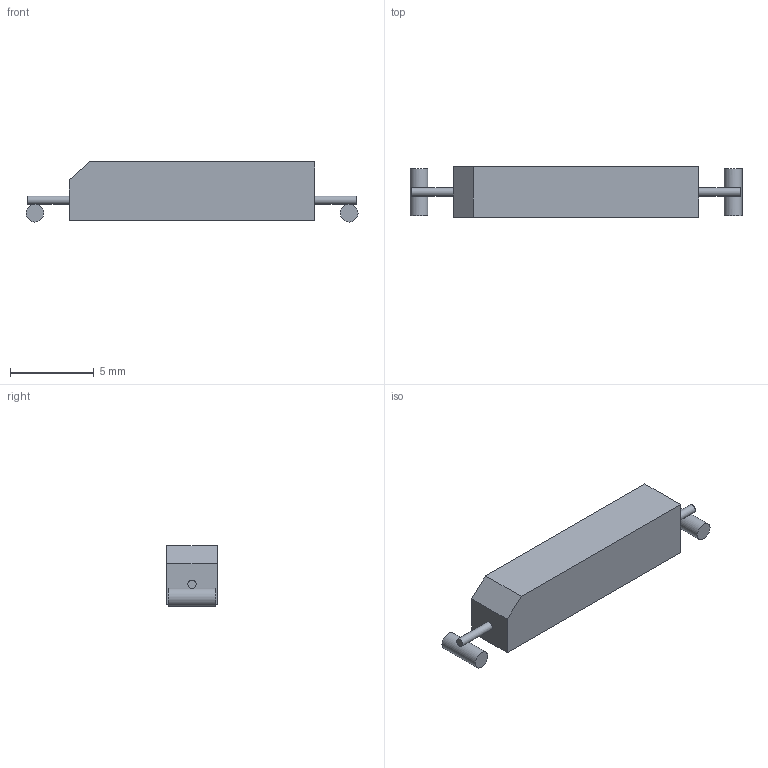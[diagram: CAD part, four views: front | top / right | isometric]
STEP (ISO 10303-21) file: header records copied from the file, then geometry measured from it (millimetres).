
FILE_DESCRIPTION( ( '' ), ' ' );
FILE_NAME( '5cfd466f10707218612c2f58.step', '2019-06-09T17:48:32', ( '' ), ( '' ), ' ', ' ', ' ' );
FILE_SCHEMA( ( 'AUTOMOTIVE_DESIGN { 1 0 10303 214 1 1 1 1 }' ) );
Length unit declared in the file: metre
Products named in the file (1): PMC-1001THY
Bounding box: 19.77 x 3 x 3.58 mm (x, y, z)
Volume: 157.3 mm3; surface area: 237.5 mm2
Topology: 1 solids, 1 shells, 17 faces, 29 edges, 20 vertices
Faces by surface type: plane 13, cylinder 4
Full cylindrical faces by diameter (mm): 0.5 x2, 1.06 x2
Entity records: 612 total; most frequent: CARTESIAN_POINT 140, DIRECTION 67, ORIENTED_EDGE 50, EDGE_LOOP 27, AXIS2_PLACEMENT_3D 26, EDGE_CURVE 25, FACE_OUTER_BOUND 21, VERTEX_POINT 20
